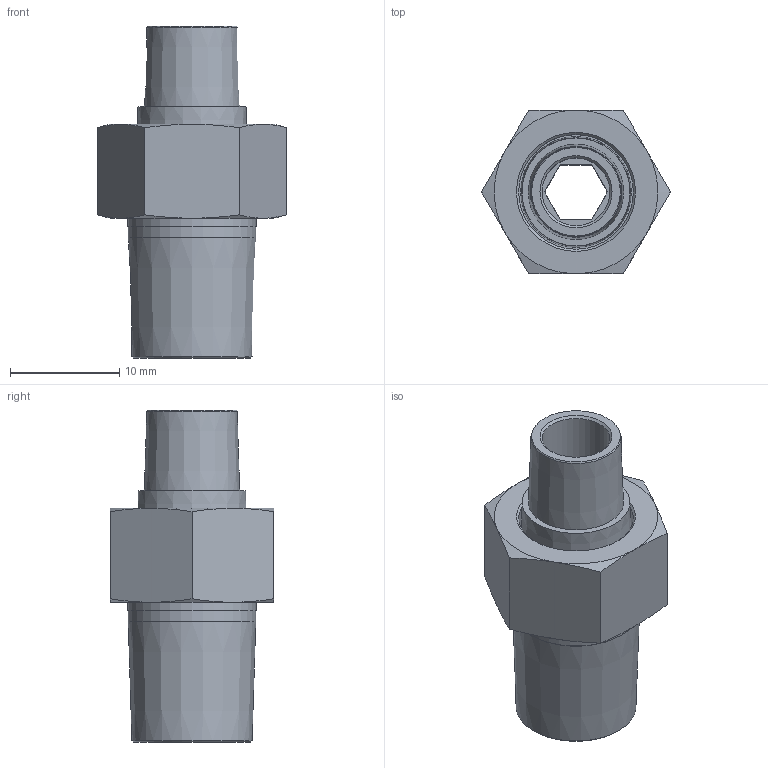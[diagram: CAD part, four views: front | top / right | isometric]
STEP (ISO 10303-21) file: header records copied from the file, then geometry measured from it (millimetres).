
FILE_DESCRIPTION(/* description */ (''),/* implementation_level */ '2;1');
FILE_NAME(/* name */ '306014_DONI_R18_R14_19.12.17',/* time_stamp */ '2017-12-19T11:24:32+01:00',/* author */ (''),/* organization */ (''),/* preprocessor_version */ 'ST-DEVELOPER v16.5',/* originating_system */ 'HiCAD 2016 2102.3 Build 808',/* authorisation */ '');
FILE_SCHEMA (('AUTOMOTIVE_DESIGN { 1 0 10303 214 1 1 1 1 }'));
Length unit declared in the file: millimetre
Bounding box: 17.32 x 15 x 30.4 mm (x, y, z)
Volume: 2480.4 mm3; surface area: 2924.4 mm2
Topology: 3 solids, 3 shells, 65 faces, 189 edges, 138 vertices
Faces by surface type: plane 31, cone 25, cylinder 8, torus 1
Full cylindrical faces by diameter (mm): 6.2 x1, 9 x1, 10.5 x1, 11.6 x1, 11.7 x1, 11.773 x1, 12 x1, 13 x1
Entity records: 3750 total; most frequent: DIRECTION 426, CARTESIAN_POINT 356, PRESENTATION_STYLE_ASSIGNMENT 323, COLOUR_RGB 321, DRAUGHTING_PRE_DEFINED_CURVE_FONT 320, CURVE_STYLE 320, OVER_RIDING_STYLED_ITEM 320, ORIENTED_EDGE 320
